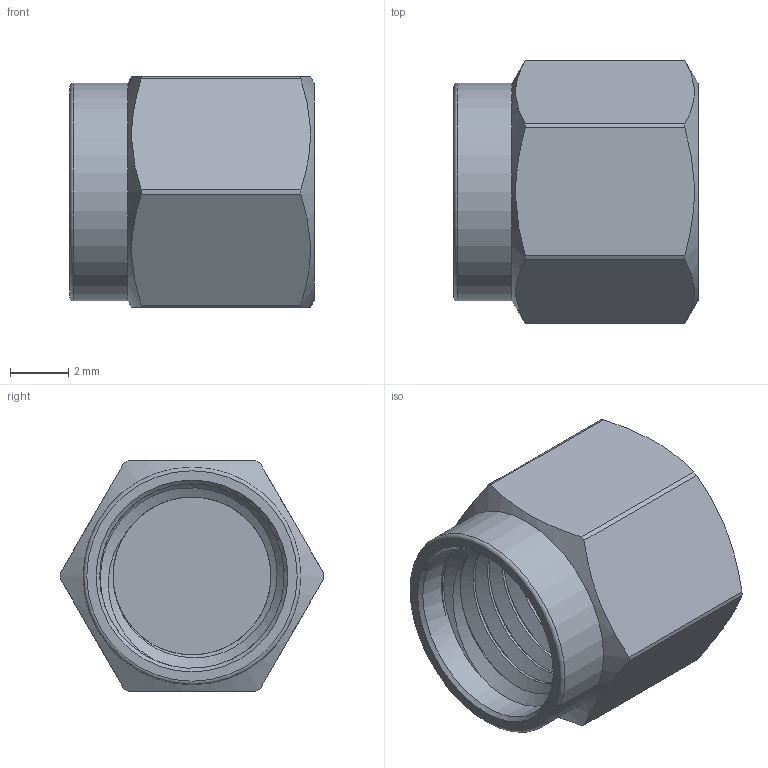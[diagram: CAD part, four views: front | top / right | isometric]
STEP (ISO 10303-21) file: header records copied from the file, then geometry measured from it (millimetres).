
FILE_DESCRIPTION (( 'STEP AP203' ), '1' );
FILE_NAME ('SC2165_3D.step', '2022-04-15T16:57:34', ( '' ), ( '' ), 'SwSTEP 2.0', 'SolidWorks 2021', '' );
FILE_SCHEMA (( 'CONFIG_CONTROL_DESIGN' ));
Length unit declared in the file: inch
Products named in the file (1): SC2165_3D
Bounding box: 8.4 x 9.08 x 7.94 mm (x, y, z)
Volume: 304 mm3; surface area: 448.5 mm2
Topology: 1 solids, 1 shells, 30 faces, 79 edges, 52 vertices
Faces by surface type: cylinder 13, plane 9, cone 4, bspline 3, torus 1
Full cylindrical faces by diameter (mm): 6.35 x5, 7.493 x1
Entity records: 2127 total; most frequent: CARTESIAN_POINT 1530, ORIENTED_EDGE 108, DIRECTION 98, EDGE_CURVE 54, AXIS2_PLACEMENT_3D 43, VERTEX_POINT 38, EDGE_LOOP 32, FACE_OUTER_BOUND 28
